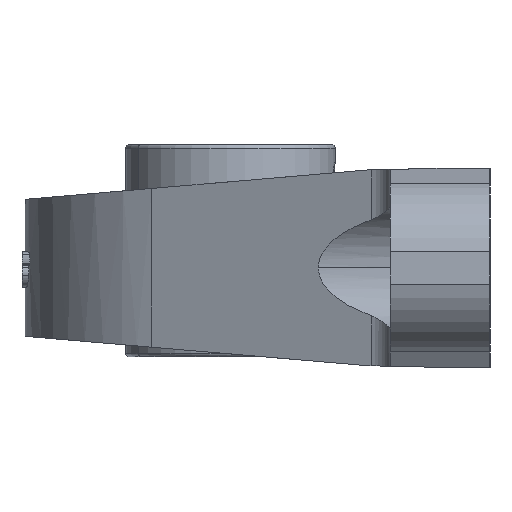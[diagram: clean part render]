
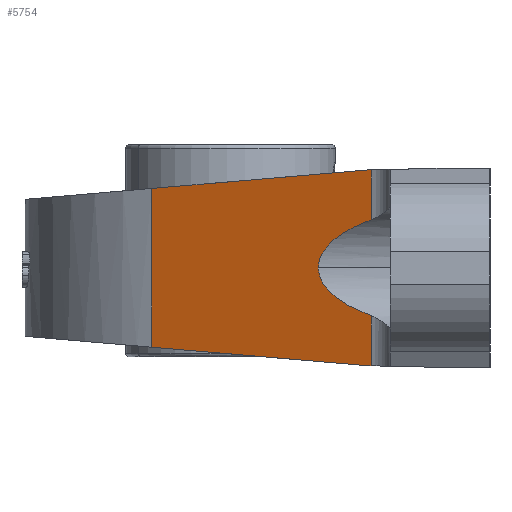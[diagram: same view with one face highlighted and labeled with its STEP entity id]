
A CAD part, left-side view. The second image highlights one B-rep face of the part: STEP entity #5754.
In plain terms, the highlighted planar face has unit normal (-0.924, 0.383, 0).
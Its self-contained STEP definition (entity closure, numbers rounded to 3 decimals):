
#47 = LINE ( 'NONE', #535, #8499 ) ;
#78 = ORIENTED_EDGE ( 'NONE', *, *, #7356, .T. ) ;
#227 = CARTESIAN_POINT ( 'NONE',  ( -30.488, 12.629, 12.751 ) ) ;
#535 = CARTESIAN_POINT ( 'NONE',  ( -30.488, 12.629, 16. ) ) ;
#575 = VERTEX_POINT ( 'NONE', #227 ) ;
#609 = CARTESIAN_POINT ( 'NONE',  ( -45.084, -22.609, 7.713 ) ) ;
#643 = LINE ( 'NONE', #5081, #5491 ) ;
#829 = CARTESIAN_POINT ( 'NONE',  ( -49.843, -34.098, -16.002 ) ) ;
#956 = VERTEX_POINT ( 'NONE', #7550 ) ;
#1123 = AXIS2_PLACEMENT_3D ( 'NONE', #1820, #7532, #4286 ) ;
#1267 = ORIENTED_EDGE ( 'NONE', *, *, #1812, .T. ) ;
#1343 = VECTOR ( 'NONE', #7366, 1000. ) ;
#1372 = CARTESIAN_POINT ( 'NONE',  ( -44.83, -21.996, -15.728 ) ) ;
#1471 = CARTESIAN_POINT ( 'NONE',  ( -42.813, -17.127, 5.742 ) ) ;
#1472 = DIRECTION ( 'NONE',  ( 0., 0., -1. ) ) ;
#1498 = VERTEX_POINT ( 'NONE', #9484 ) ;
#1812 = EDGE_CURVE ( 'NONE', #1498, #10513, #3794, .T. ) ;
#1820 = CARTESIAN_POINT ( 'NONE',  ( -30.488, 12.629, 16. ) ) ;
#1879 = VERTEX_POINT ( 'NONE', #1372 ) ;
#1910 = DIRECTION ( 'NONE',  ( 0.381, 0.921, 0.079 ) ) ;
#1947 = CARTESIAN_POINT ( 'NONE',  ( -49.843, -34.098, 16.002 ) ) ;
#2044 = LINE ( 'NONE', #829, #6787 ) ;
#2528 = PLANE ( 'NONE',  #1123 ) ;
#2975 = EDGE_CURVE ( 'NONE', #1879, #4561, #643, .T. ) ;
#3019 = CARTESIAN_POINT ( 'NONE',  ( -41.565, -14.114, -3.007 ) ) ;
#3070 = EDGE_CURVE ( 'NONE', #7027, #1879, #2044, .T. ) ;
#3252 = DIRECTION ( 'NONE',  ( 0.383, 0.924, 0.021 ) ) ;
#3668 = CARTESIAN_POINT ( 'NONE',  ( -45.084, -22.609, 16. ) ) ;
#3794 =( BOUNDED_CURVE ( )  B_SPLINE_CURVE ( 3, ( #10171, #9543, #3019, #10204 ),
 .UNSPECIFIED., .F., .F. ) 
 B_SPLINE_CURVE_WITH_KNOTS ( ( 4, 4 ),
 ( 2.286, 3.142 ),
 .UNSPECIFIED. ) 
 CURVE ( )  GEOMETRIC_REPRESENTATION_ITEM ( )  RATIONAL_B_SPLINE_CURVE ( ( 1., 0.94, 0.94, 1. ) ) 
 REPRESENTATION_ITEM ( '' )  );
#3999 = EDGE_CURVE ( 'NONE', #5852, #5214, #9881, .T. ) ;
#4070 = ORIENTED_EDGE ( 'NONE', *, *, #3070, .F. ) ;
#4113 = VECTOR ( 'NONE', #8410, 1000. ) ;
#4284 = EDGE_CURVE ( 'NONE', #575, #4561, #47, .T. ) ;
#4286 = DIRECTION ( 'NONE',  ( 0.383, 0.924, 0. ) ) ;
#4561 = VERTEX_POINT ( 'NONE', #9970 ) ;
#5070 = ORIENTED_EDGE ( 'NONE', *, *, #3999, .F. ) ;
#5081 = CARTESIAN_POINT ( 'NONE',  ( -30.349, 12.965, -12.722 ) ) ;
#5082 = ORIENTED_EDGE ( 'NONE', *, *, #2975, .F. ) ;
#5214 = VERTEX_POINT ( 'NONE', #10322 ) ;
#5343 = ORIENTED_EDGE ( 'NONE', *, *, #10367, .F. ) ;
#5491 = VECTOR ( 'NONE', #1910, 1000. ) ;
#5565 = CARTESIAN_POINT ( 'NONE',  ( -41.565, -14.114, 3.007 ) ) ;
#5754 = ADVANCED_FACE ( 'NONE', ( #9866 ), #2528, .F. ) ;
#5764 = ORIENTED_EDGE ( 'NONE', *, *, #9428, .F. ) ;
#5778 = DIRECTION ( 'NONE',  ( -0.381, -0.921, 0.079 ) ) ;
#5852 = VERTEX_POINT ( 'NONE', #9235 ) ;
#6159 = LINE ( 'NONE', #1947, #4113 ) ;
#6403 = LINE ( 'NONE', #3668, #8062 ) ;
#6414 = LINE ( 'NONE', #7530, #7436 ) ;
#6486 = CARTESIAN_POINT ( 'NONE',  ( -45.084, -22.609, -15.742 ) ) ;
#6787 = VECTOR ( 'NONE', #3252, 1000. ) ;
#7012 = ORIENTED_EDGE ( 'NONE', *, *, #8722, .F. ) ;
#7027 = VERTEX_POINT ( 'NONE', #6486 ) ;
#7085 = EDGE_LOOP ( 'NONE', ( #1267, #78, #5070, #7012, #5764, #9314, #5082, #4070, #5343 ) ) ;
#7356 = EDGE_CURVE ( 'NONE', #10513, #5214, #8308, .T. ) ;
#7366 = DIRECTION ( 'NONE',  ( 0., 0., -1. ) ) ;
#7436 = VECTOR ( 'NONE', #5778, 1000. ) ;
#7530 = CARTESIAN_POINT ( 'NONE',  ( -30.349, 12.965, 12.722 ) ) ;
#7532 = DIRECTION ( 'NONE',  ( 0.924, -0.383, 0. ) ) ;
#7550 = CARTESIAN_POINT ( 'NONE',  ( -44.83, -21.996, 15.728 ) ) ;
#7673 = DIRECTION ( 'NONE',  ( 0., 0., -1. ) ) ;
#8062 = VECTOR ( 'NONE', #7673, 1000. ) ;
#8308 =( BOUNDED_CURVE ( )  B_SPLINE_CURVE ( 3, ( #9601, #5565, #1471, #609 ),
 .UNSPECIFIED., .F., .F. ) 
 B_SPLINE_CURVE_WITH_KNOTS ( ( 4, 4 ),
 ( 3.142, 3.998 ),
 .UNSPECIFIED. ) 
 CURVE ( )  GEOMETRIC_REPRESENTATION_ITEM ( )  RATIONAL_B_SPLINE_CURVE ( ( 1., 0.94, 0.94, 1. ) ) 
 REPRESENTATION_ITEM ( '' )  );
#8410 = DIRECTION ( 'NONE',  ( -0.383, -0.924, 0.021 ) ) ;
#8499 = VECTOR ( 'NONE', #1472, 1000. ) ;
#8722 = EDGE_CURVE ( 'NONE', #956, #5852, #6159, .T. ) ;
#9235 = CARTESIAN_POINT ( 'NONE',  ( -45.084, -22.609, 15.742 ) ) ;
#9314 = ORIENTED_EDGE ( 'NONE', *, *, #4284, .T. ) ;
#9428 = EDGE_CURVE ( 'NONE', #575, #956, #6414, .T. ) ;
#9484 = CARTESIAN_POINT ( 'NONE',  ( -45.084, -22.609, -7.713 ) ) ;
#9543 = CARTESIAN_POINT ( 'NONE',  ( -42.813, -17.127, -5.742 ) ) ;
#9601 = CARTESIAN_POINT ( 'NONE',  ( -41.565, -14.114, 0. ) ) ;
#9848 = CARTESIAN_POINT ( 'NONE',  ( -45.084, -22.609, 16. ) ) ;
#9866 = FACE_OUTER_BOUND ( 'NONE', #7085, .T. ) ;
#9881 = LINE ( 'NONE', #9848, #1343 ) ;
#9970 = CARTESIAN_POINT ( 'NONE',  ( -30.488, 12.629, -12.751 ) ) ;
#10171 = CARTESIAN_POINT ( 'NONE',  ( -45.084, -22.609, -7.713 ) ) ;
#10204 = CARTESIAN_POINT ( 'NONE',  ( -41.565, -14.114, 0. ) ) ;
#10238 = CARTESIAN_POINT ( 'NONE',  ( -41.565, -14.114, 0. ) ) ;
#10322 = CARTESIAN_POINT ( 'NONE',  ( -45.084, -22.609, 7.713 ) ) ;
#10367 = EDGE_CURVE ( 'NONE', #1498, #7027, #6403, .T. ) ;
#10513 = VERTEX_POINT ( 'NONE', #10238 ) ;
